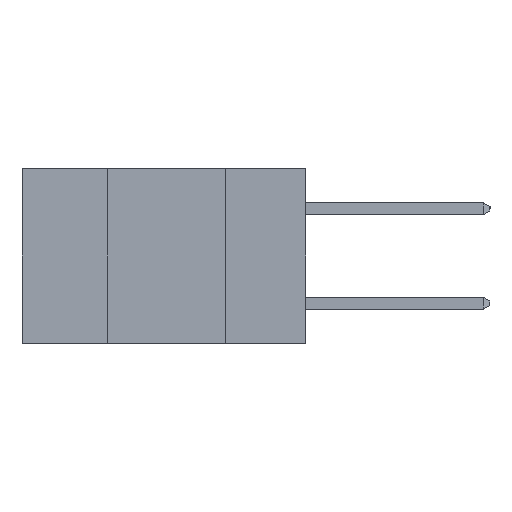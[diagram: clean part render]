
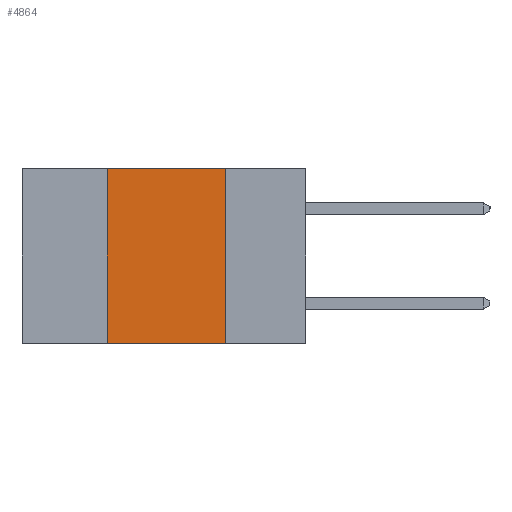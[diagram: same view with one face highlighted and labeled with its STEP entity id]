
A CAD part, left-side view. The second image highlights one B-rep face of the part: STEP entity #4864.
In plain terms, the highlighted planar face has unit normal (-1, 0, 0).
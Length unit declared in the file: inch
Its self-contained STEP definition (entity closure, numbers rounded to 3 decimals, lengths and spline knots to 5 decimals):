
#398 = CARTESIAN_POINT ( 'NONE',  ( 0., 0.42, -0.37 ) ) ;
#508 = AXIS2_PLACEMENT_3D ( 'NONE', #877, #13312, #14578 ) ;
#877 = CARTESIAN_POINT ( 'NONE',  ( 0., 0.6, 0. ) ) ;
#967 = DIRECTION ( 'NONE',  ( 0., -1., 0. ) ) ;
#2314 = EDGE_CURVE ( 'NONE', #2660, #18941, #16492, .T. ) ;
#2368 = EDGE_CURVE ( 'NONE', #20066, #2660, #14974, .T. ) ;
#2512 = ORIENTED_EDGE ( 'NONE', *, *, #19720, .T. ) ;
#2660 = VERTEX_POINT ( 'NONE', #7056 ) ;
#4864 = ADVANCED_FACE ( 'NONE', ( #6701 ), #16204, .F. ) ;
#5670 = CARTESIAN_POINT ( 'NONE',  ( 0., 0.6, 0. ) ) ;
#6117 = EDGE_CURVE ( 'NONE', #18941, #12649, #11685, .T. ) ;
#6701 = FACE_OUTER_BOUND ( 'NONE', #9778, .T. ) ;
#6978 = VECTOR ( 'NONE', #13716, 39.37008 ) ;
#7056 = CARTESIAN_POINT ( 'NONE',  ( 0., 0.42, 0. ) ) ;
#7833 = VECTOR ( 'NONE', #15068, 39.37008 ) ;
#8279 = VECTOR ( 'NONE', #967, 39.37008 ) ;
#9778 = EDGE_LOOP ( 'NONE', ( #16413, #12530, #11821, #2512 ) ) ;
#10113 = DIRECTION ( 'NONE',  ( 0., -1., 0. ) ) ;
#11685 = LINE ( 'NONE', #15174, #7833 ) ;
#11821 = ORIENTED_EDGE ( 'NONE', *, *, #2368, .F. ) ;
#12530 = ORIENTED_EDGE ( 'NONE', *, *, #2314, .F. ) ;
#12615 = VECTOR ( 'NONE', #10113, 39.37008 ) ;
#12649 = VERTEX_POINT ( 'NONE', #15286 ) ;
#13312 = DIRECTION ( 'NONE',  ( 1., 0., 0. ) ) ;
#13575 = LINE ( 'NONE', #16347, #12615 ) ;
#13716 = DIRECTION ( 'NONE',  ( 0., 0., 1. ) ) ;
#14578 = DIRECTION ( 'NONE',  ( 0., 0., -1. ) ) ;
#14974 = LINE ( 'NONE', #15182, #6978 ) ;
#15068 = DIRECTION ( 'NONE',  ( 0., 0., -1. ) ) ;
#15174 = CARTESIAN_POINT ( 'NONE',  ( 0., 0.17, -0.37 ) ) ;
#15182 = CARTESIAN_POINT ( 'NONE',  ( 0., 0.42, -0.37 ) ) ;
#15286 = CARTESIAN_POINT ( 'NONE',  ( 0., 0.17, -0.37 ) ) ;
#16204 = PLANE ( 'NONE',  #508 ) ;
#16347 = CARTESIAN_POINT ( 'NONE',  ( 0., 0.6, -0.37 ) ) ;
#16413 = ORIENTED_EDGE ( 'NONE', *, *, #6117, .F. ) ;
#16492 = LINE ( 'NONE', #5670, #8279 ) ;
#17205 = CARTESIAN_POINT ( 'NONE',  ( 0., 0.17, 0. ) ) ;
#18941 = VERTEX_POINT ( 'NONE', #17205 ) ;
#19720 = EDGE_CURVE ( 'NONE', #20066, #12649, #13575, .T. ) ;
#20066 = VERTEX_POINT ( 'NONE', #398 ) ;
